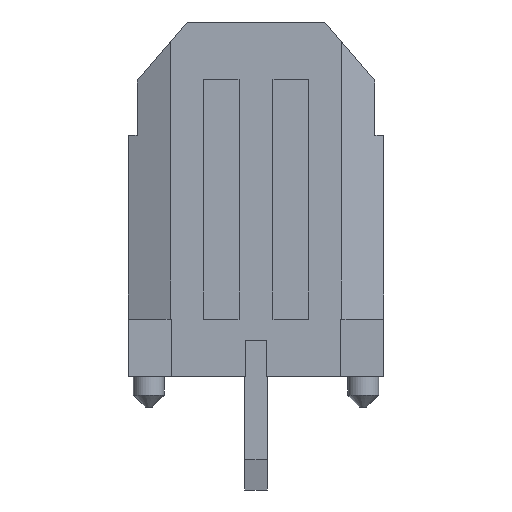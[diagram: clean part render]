
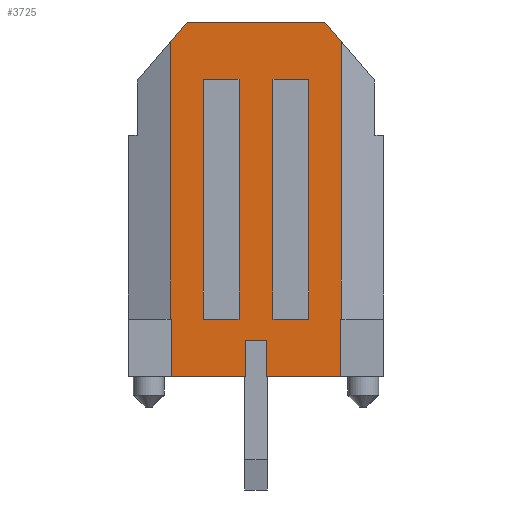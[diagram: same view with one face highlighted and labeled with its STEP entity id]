
A CAD part, front view. The second image highlights one B-rep face of the part: STEP entity #3725.
In plain terms, the highlighted planar face has unit normal (0, -1, 0).
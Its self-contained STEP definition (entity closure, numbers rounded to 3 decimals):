
#1119=DIRECTION('',(1.,0.,0.));
#1120=VECTOR('',#1119,1.);
#1121=CARTESIAN_POINT('',(-1.475,-3.43,3.355));
#1122=LINE('',#1121,#1120);
#1123=DIRECTION('',(0.,0.,1.));
#1124=VECTOR('',#1123,6.71);
#1125=CARTESIAN_POINT('',(-1.475,-3.43,-3.355));
#1126=LINE('',#1125,#1124);
#1127=DIRECTION('',(1.,0.,0.));
#1128=VECTOR('',#1127,1.);
#1129=CARTESIAN_POINT('',(-1.475,-3.43,-3.355));
#1130=LINE('',#1129,#1128);
#1131=DIRECTION('',(0.,0.,1.));
#1132=VECTOR('',#1131,6.71);
#1133=CARTESIAN_POINT('',(-0.475,-3.43,-3.355));
#1134=LINE('',#1133,#1132);
#1135=DIRECTION('',(1.,0.,0.));
#1136=VECTOR('',#1135,1.);
#1137=CARTESIAN_POINT('',(0.475,-3.43,3.355));
#1138=LINE('',#1137,#1136);
#1139=DIRECTION('',(0.,0.,1.));
#1140=VECTOR('',#1139,6.71);
#1141=CARTESIAN_POINT('',(0.475,-3.43,-3.355));
#1142=LINE('',#1141,#1140);
#1143=DIRECTION('',(1.,0.,0.));
#1144=VECTOR('',#1143,1.);
#1145=CARTESIAN_POINT('',(0.475,-3.43,-3.355));
#1146=LINE('',#1145,#1144);
#1147=DIRECTION('',(0.,0.,1.));
#1148=VECTOR('',#1147,6.71);
#1149=CARTESIAN_POINT('',(1.475,-3.43,-3.355));
#1150=LINE('',#1149,#1148);
#1151=DIRECTION('',(0.,0.,1.));
#1152=VECTOR('',#1151,1.);
#1153=CARTESIAN_POINT('',(-0.299,-3.43,-4.955));
#1154=LINE('',#1153,#1152);
#1155=DIRECTION('',(0.,0.,-1.));
#1156=VECTOR('',#1155,7.768);
#1157=CARTESIAN_POINT('',(-2.384,-3.43,4.413));
#1158=LINE('',#1157,#1156);
#1159=DIRECTION('',(-0.647,0.,-0.763));
#1160=VECTOR('',#1159,0.71);
#1161=CARTESIAN_POINT('',(-1.925,-3.43,4.955));
#1162=LINE('',#1161,#1160);
#1163=DIRECTION('',(1.,0.,0.));
#1164=VECTOR('',#1163,3.85);
#1165=CARTESIAN_POINT('',(-1.925,-3.43,4.955));
#1166=LINE('',#1165,#1164);
#1167=DIRECTION('',(-0.647,0.,0.763));
#1168=VECTOR('',#1167,0.71);
#1169=CARTESIAN_POINT('',(2.384,-3.43,4.413));
#1170=LINE('',#1169,#1168);
#1171=DIRECTION('',(0.,0.,-1.));
#1172=VECTOR('',#1171,7.768);
#1173=CARTESIAN_POINT('',(2.384,-3.43,4.413));
#1174=LINE('',#1173,#1172);
#1175=DIRECTION('',(0.,0.,-1.));
#1176=VECTOR('',#1175,1.6);
#1177=CARTESIAN_POINT('',(2.375,-3.43,-3.355));
#1178=LINE('',#1177,#1176);
#1179=DIRECTION('',(0.,0.,1.));
#1180=VECTOR('',#1179,1.);
#1181=CARTESIAN_POINT('',(0.299,-3.43,-4.955));
#1182=LINE('',#1181,#1180);
#1183=DIRECTION('',(1.,0.,0.));
#1184=VECTOR('',#1183,0.597);
#1185=CARTESIAN_POINT('',(-0.299,-3.43,-3.955));
#1186=LINE('',#1185,#1184);
#1263=DIRECTION('',(-1.,0.,0.));
#1264=VECTOR('',#1263,2.077);
#1265=CARTESIAN_POINT('',(-0.299,-3.43,-4.955));
#1266=LINE('',#1265,#1264);
#1271=DIRECTION('',(-1.,0.,0.));
#1272=VECTOR('',#1271,2.077);
#1273=CARTESIAN_POINT('',(2.375,-3.43,-4.955));
#1274=LINE('',#1273,#1272);
#1459=DIRECTION('',(1.,0.,0.));
#1460=VECTOR('',#1459,0.009);
#1461=CARTESIAN_POINT('',(2.375,-3.43,-3.355));
#1462=LINE('',#1461,#1460);
#1475=DIRECTION('',(1.,0.,0.));
#1476=VECTOR('',#1475,0.009);
#1477=CARTESIAN_POINT('',(-2.384,-3.43,-3.355));
#1478=LINE('',#1477,#1476);
#1483=DIRECTION('',(0.,0.,-1.));
#1484=VECTOR('',#1483,1.6);
#1485=CARTESIAN_POINT('',(-2.375,-3.43,-3.355));
#1486=LINE('',#1485,#1484);
#1731=CARTESIAN_POINT('',(-1.925,-3.43,4.955));
#1732=CARTESIAN_POINT('',(1.925,-3.43,4.955));
#1733=VERTEX_POINT('',#1731);
#1734=VERTEX_POINT('',#1732);
#1771=CARTESIAN_POINT('',(2.384,-3.43,4.413));
#1772=CARTESIAN_POINT('',(2.384,-3.43,-3.355));
#1773=VERTEX_POINT('',#1771);
#1774=VERTEX_POINT('',#1772);
#1820=CARTESIAN_POINT('',(-0.299,-3.43,-4.955));
#1822=VERTEX_POINT('',#1820);
#1824=CARTESIAN_POINT('',(0.299,-3.43,-4.955));
#1826=VERTEX_POINT('',#1824);
#1832=CARTESIAN_POINT('',(2.375,-3.43,-3.355));
#1834=VERTEX_POINT('',#1832);
#1836=CARTESIAN_POINT('',(-2.375,-3.43,-3.355));
#1838=VERTEX_POINT('',#1836);
#1843=CARTESIAN_POINT('',(2.375,-3.43,-4.955));
#1844=VERTEX_POINT('',#1843);
#1845=CARTESIAN_POINT('',(-2.375,-3.43,-4.955));
#1846=VERTEX_POINT('',#1845);
#1847=CARTESIAN_POINT('',(-0.299,-3.43,-3.955));
#1848=VERTEX_POINT('',#1847);
#1849=CARTESIAN_POINT('',(0.299,-3.43,-3.955));
#1850=VERTEX_POINT('',#1849);
#1919=CARTESIAN_POINT('',(-1.475,-3.43,3.355));
#1920=CARTESIAN_POINT('',(-0.475,-3.43,3.355));
#1921=VERTEX_POINT('',#1919);
#1922=VERTEX_POINT('',#1920);
#1923=CARTESIAN_POINT('',(0.475,-3.43,3.355));
#1924=CARTESIAN_POINT('',(1.475,-3.43,3.355));
#1925=VERTEX_POINT('',#1923);
#1926=VERTEX_POINT('',#1924);
#1927=CARTESIAN_POINT('',(-1.475,-3.43,-3.355));
#1928=CARTESIAN_POINT('',(-0.475,-3.43,-3.355));
#1929=VERTEX_POINT('',#1927);
#1930=VERTEX_POINT('',#1928);
#1931=CARTESIAN_POINT('',(0.475,-3.43,-3.355));
#1932=CARTESIAN_POINT('',(1.475,-3.43,-3.355));
#1933=VERTEX_POINT('',#1931);
#1934=VERTEX_POINT('',#1932);
#2151=CARTESIAN_POINT('',(-2.384,-3.43,4.413));
#2152=VERTEX_POINT('',#2151);
#2257=CARTESIAN_POINT('',(-2.384,-3.43,-3.355));
#2258=VERTEX_POINT('',#2257);
#3675=CARTESIAN_POINT('',(-3.325,-3.43,4.955));
#3676=DIRECTION('',(0.,-1.,0.));
#3677=DIRECTION('',(0.,0.,-1.));
#3678=AXIS2_PLACEMENT_3D('',#3675,#3676,#3677);
#3679=PLANE('',#3678);
#3680=ORIENTED_EDGE('',*,*,#2833,.F.);
#3682=ORIENTED_EDGE('',*,*,#3681,.T.);
#3684=ORIENTED_EDGE('',*,*,#3683,.F.);
#3686=ORIENTED_EDGE('',*,*,#3685,.F.);
#3687=ORIENTED_EDGE('',*,*,#3641,.F.);
#3688=ORIENTED_EDGE('',*,*,#3668,.F.);
#3689=ORIENTED_EDGE('',*,*,#3369,.T.);
#3690=ORIENTED_EDGE('',*,*,#2448,.F.);
#3692=ORIENTED_EDGE('',*,*,#3691,.T.);
#3694=ORIENTED_EDGE('',*,*,#3693,.F.);
#3696=ORIENTED_EDGE('',*,*,#3695,.T.);
#3698=ORIENTED_EDGE('',*,*,#3697,.T.);
#3700=ORIENTED_EDGE('',*,*,#3699,.T.);
#3702=ORIENTED_EDGE('',*,*,#3701,.F.);
#3703=EDGE_LOOP('',(#3680,#3682,#3684,#3686,#3687,#3688,#3689,#3690,#3692,#3694,
#3696,#3698,#3700,#3702));
#3704=FACE_OUTER_BOUND('',#3703,.F.);
#3706=ORIENTED_EDGE('',*,*,#3705,.F.);
#3708=ORIENTED_EDGE('',*,*,#3707,.F.);
#3710=ORIENTED_EDGE('',*,*,#3709,.T.);
#3712=ORIENTED_EDGE('',*,*,#3711,.T.);
#3713=EDGE_LOOP('',(#3706,#3708,#3710,#3712));
#3714=FACE_BOUND('',#3713,.F.);
#3716=ORIENTED_EDGE('',*,*,#3715,.F.);
#3718=ORIENTED_EDGE('',*,*,#3717,.F.);
#3720=ORIENTED_EDGE('',*,*,#3719,.T.);
#3722=ORIENTED_EDGE('',*,*,#3721,.T.);
#3723=EDGE_LOOP('',(#3716,#3718,#3720,#3722));
#3724=FACE_BOUND('',#3723,.F.);
#3725=ADVANCED_FACE('',(#3704,#3714,#3724),#3679,.T.);
#2448=EDGE_CURVE('',#1773,#1734,#1170,.T.);
#2833=EDGE_CURVE('',#1822,#1848,#1154,.T.);
#3369=EDGE_CURVE('',#1733,#1734,#1166,.T.);
#3641=EDGE_CURVE('',#2152,#2258,#1158,.T.);
#3668=EDGE_CURVE('',#1733,#2152,#1162,.T.);
#3681=EDGE_CURVE('',#1822,#1846,#1266,.T.);
#3683=EDGE_CURVE('',#1838,#1846,#1486,.T.);
#3685=EDGE_CURVE('',#2258,#1838,#1478,.T.);
#3691=EDGE_CURVE('',#1773,#1774,#1174,.T.);
#3693=EDGE_CURVE('',#1834,#1774,#1462,.T.);
#3695=EDGE_CURVE('',#1834,#1844,#1178,.T.);
#3697=EDGE_CURVE('',#1844,#1826,#1274,.T.);
#3699=EDGE_CURVE('',#1826,#1850,#1182,.T.);
#3701=EDGE_CURVE('',#1848,#1850,#1186,.T.);
#3705=EDGE_CURVE('',#1925,#1926,#1138,.T.);
#3707=EDGE_CURVE('',#1933,#1925,#1142,.T.);
#3709=EDGE_CURVE('',#1933,#1934,#1146,.T.);
#3711=EDGE_CURVE('',#1934,#1926,#1150,.T.);
#3715=EDGE_CURVE('',#1921,#1922,#1122,.T.);
#3717=EDGE_CURVE('',#1929,#1921,#1126,.T.);
#3719=EDGE_CURVE('',#1929,#1930,#1130,.T.);
#3721=EDGE_CURVE('',#1930,#1922,#1134,.T.);
